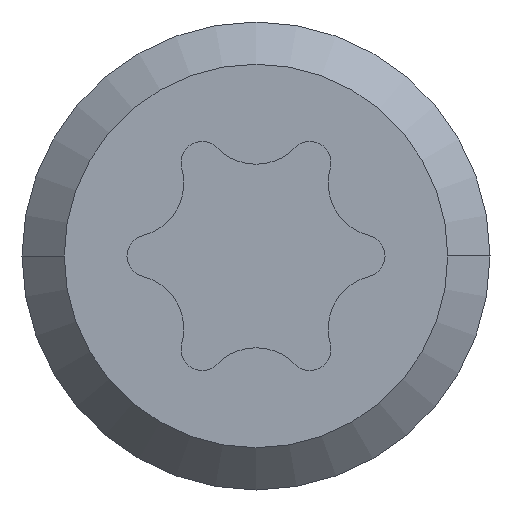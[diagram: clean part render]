
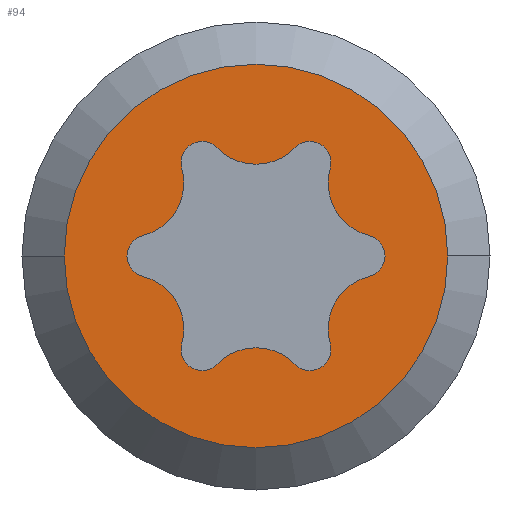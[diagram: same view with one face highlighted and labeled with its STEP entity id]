
A CAD part, left-side view. The second image highlights one B-rep face of the part: STEP entity #94.
In plain terms, the highlighted planar face has unit normal (-1, 0, 0).
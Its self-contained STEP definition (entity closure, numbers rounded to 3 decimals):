
#94=ADVANCED_FACE('',(#157,#158),#159,.T.);
#157=FACE_BOUND('',#223,.T.);
#158=FACE_OUTER_BOUND('',#224,.T.);
#159=PLANE('',#225);
#223=EDGE_LOOP('',(#445,#446,#447,#448,#449,#450,#451,#452,#453,#454,#455,#456,#457,#458,#459,#460,#461,#462));
#224=EDGE_LOOP('',(#463,#464));
#225=AXIS2_PLACEMENT_3D('',#465,#466,#467);
#445=ORIENTED_EDGE('',*,*,#516,.T.);
#446=ORIENTED_EDGE('',*,*,#545,.T.);
#447=ORIENTED_EDGE('',*,*,#542,.T.);
#448=ORIENTED_EDGE('',*,*,#493,.T.);
#449=ORIENTED_EDGE('',*,*,#540,.T.);
#450=ORIENTED_EDGE('',*,*,#536,.T.);
#451=ORIENTED_EDGE('',*,*,#499,.T.);
#452=ORIENTED_EDGE('',*,*,#501,.T.);
#453=ORIENTED_EDGE('',*,*,#535,.T.);
#454=ORIENTED_EDGE('',*,*,#532,.T.);
#455=ORIENTED_EDGE('',*,*,#529,.T.);
#456=ORIENTED_EDGE('',*,*,#526,.T.);
#457=ORIENTED_EDGE('',*,*,#522,.T.);
#458=ORIENTED_EDGE('',*,*,#506,.T.);
#459=ORIENTED_EDGE('',*,*,#508,.T.);
#460=ORIENTED_EDGE('',*,*,#521,.T.);
#461=ORIENTED_EDGE('',*,*,#517,.T.);
#462=ORIENTED_EDGE('',*,*,#513,.T.);
#463=ORIENTED_EDGE('',*,*,#486,.F.);
#464=ORIENTED_EDGE('',*,*,#549,.F.);
#465=CARTESIAN_POINT('',(0.0,1.229,0.0));
#466=DIRECTION('',(-1.0,-0.0,0.0));
#467=DIRECTION('',(0.0,-1.0,-0.0));
#486=EDGE_CURVE('',#567,#569,#570,.T.);
#493=EDGE_CURVE('',#583,#580,#584,.T.);
#499=EDGE_CURVE('',#589,#593,#595,.T.);
#501=EDGE_CURVE('',#593,#596,#599,.T.);
#506=EDGE_CURVE('',#602,#606,#608,.T.);
#508=EDGE_CURVE('',#606,#609,#612,.T.);
#513=EDGE_CURVE('',#615,#619,#621,.T.);
#516=EDGE_CURVE('',#619,#624,#626,.T.);
#517=EDGE_CURVE('',#627,#615,#628,.T.);
#521=EDGE_CURVE('',#609,#627,#633,.T.);
#522=EDGE_CURVE('',#634,#602,#635,.T.);
#526=EDGE_CURVE('',#641,#634,#642,.T.);
#529=EDGE_CURVE('',#646,#641,#647,.T.);
#532=EDGE_CURVE('',#651,#646,#652,.T.);
#535=EDGE_CURVE('',#596,#651,#655,.T.);
#536=EDGE_CURVE('',#656,#589,#657,.T.);
#540=EDGE_CURVE('',#580,#656,#662,.T.);
#542=EDGE_CURVE('',#665,#583,#666,.T.);
#545=EDGE_CURVE('',#624,#665,#669,.T.);
#549=EDGE_CURVE('',#569,#567,#673,.T.);
#567=VERTEX_POINT('',#697);
#569=VERTEX_POINT('',#700);
#570=CIRCLE('',#701,2.459);
#580=VERTEX_POINT('',#714);
#583=VERTEX_POINT('',#718);
#584=CIRCLE('',#719,0.269);
#589=VERTEX_POINT('',#725);
#593=VERTEX_POINT('',#730);
#595=CIRCLE('',#733,0.698);
#596=VERTEX_POINT('',#734);
#599=CIRCLE('',#738,0.269);
#602=VERTEX_POINT('',#741);
#606=VERTEX_POINT('',#746);
#608=CIRCLE('',#749,0.269);
#609=VERTEX_POINT('',#750);
#612=CIRCLE('',#754,0.698);
#615=VERTEX_POINT('',#757);
#619=VERTEX_POINT('',#762);
#621=CIRCLE('',#765,0.269);
#624=VERTEX_POINT('',#768);
#626=CIRCLE('',#771,0.698);
#627=VERTEX_POINT('',#772);
#628=CIRCLE('',#773,0.269);
#633=CIRCLE('',#779,0.698);
#634=VERTEX_POINT('',#780);
#635=CIRCLE('',#781,0.269);
#641=VERTEX_POINT('',#788);
#642=CIRCLE('',#789,0.698);
#646=VERTEX_POINT('',#794);
#647=CIRCLE('',#795,0.269);
#651=VERTEX_POINT('',#800);
#652=CIRCLE('',#801,0.698);
#655=CIRCLE('',#805,0.269);
#656=VERTEX_POINT('',#806);
#657=CIRCLE('',#807,0.698);
#662=CIRCLE('',#813,0.269);
#665=VERTEX_POINT('',#816);
#666=CIRCLE('',#817,0.698);
#669=CIRCLE('',#821,0.269);
#673=CIRCLE('',#825,2.459);
#697=CARTESIAN_POINT('',(0.0,2.459,0.0));
#700=CARTESIAN_POINT('',(0.0,-2.459,0.));
#701=AXIS2_PLACEMENT_3D('',#846,#847,#848);
#714=CARTESIAN_POINT('',(0.,0.693,1.469));
#718=CARTESIAN_POINT('',(0.,0.952,1.127));
#719=AXIS2_PLACEMENT_3D('',#859,#860,#861);
#725=CARTESIAN_POINT('',(0.,0.,1.177));
#730=CARTESIAN_POINT('',(0.,-0.5,1.388));
#733=AXIS2_PLACEMENT_3D('',#871,#872,#873);
#734=CARTESIAN_POINT('',(0.,-0.693,1.469));
#738=AXIS2_PLACEMENT_3D('',#875,#876,#877);
#741=CARTESIAN_POINT('',(0.,-0.693,-1.469));
#746=CARTESIAN_POINT('',(0.,-0.5,-1.388));
#749=AXIS2_PLACEMENT_3D('',#886,#887,#888);
#750=CARTESIAN_POINT('',(0.,0.,-1.177));
#754=AXIS2_PLACEMENT_3D('',#890,#891,#892);
#757=CARTESIAN_POINT('',(0.,0.693,-1.469));
#762=CARTESIAN_POINT('',(0.,0.952,-1.127));
#765=AXIS2_PLACEMENT_3D('',#901,#902,#903);
#768=CARTESIAN_POINT('',(0.,1.452,-0.261));
#771=AXIS2_PLACEMENT_3D('',#908,#909,#910);
#772=CARTESIAN_POINT('',(0.,0.5,-1.388));
#773=AXIS2_PLACEMENT_3D('',#911,#912,#913);
#779=AXIS2_PLACEMENT_3D('',#921,#922,#923);
#780=CARTESIAN_POINT('',(0.,-0.952,-1.127));
#781=AXIS2_PLACEMENT_3D('',#924,#925,#926);
#788=CARTESIAN_POINT('',(0.,-1.452,-0.261));
#789=AXIS2_PLACEMENT_3D('',#934,#935,#936);
#794=CARTESIAN_POINT('',(0.,-1.452,0.261));
#795=AXIS2_PLACEMENT_3D('',#941,#942,#943);
#800=CARTESIAN_POINT('',(0.,-0.952,1.127));
#801=AXIS2_PLACEMENT_3D('',#948,#949,#950);
#805=AXIS2_PLACEMENT_3D('',#955,#956,#957);
#806=CARTESIAN_POINT('',(0.,0.5,1.388));
#807=AXIS2_PLACEMENT_3D('',#958,#959,#960);
#813=AXIS2_PLACEMENT_3D('',#968,#969,#970);
#816=CARTESIAN_POINT('',(0.,1.452,0.261));
#817=AXIS2_PLACEMENT_3D('',#974,#975,#976);
#821=AXIS2_PLACEMENT_3D('',#981,#982,#983);
#825=AXIS2_PLACEMENT_3D('',#993,#994,#995);
#846=CARTESIAN_POINT('',(0.0,0.0,0.0));
#847=DIRECTION('',(1.0,0.0,0.0));
#848=DIRECTION('',(0.0,1.0,0.0));
#859=CARTESIAN_POINT('',(0.,0.693,1.2));
#860=DIRECTION('',(1.0,-0.0,0.0));
#861=DIRECTION('',(0.0,0.0,-1.0));
#871=CARTESIAN_POINT('',(0.,0.,1.874));
#872=DIRECTION('',(-1.0,0.0,0.0));
#873=DIRECTION('',(0.0,0.0,-1.0));
#875=CARTESIAN_POINT('',(0.,-0.693,1.2));
#876=DIRECTION('',(1.0,-0.0,0.0));
#877=DIRECTION('',(0.0,0.0,-1.0));
#886=CARTESIAN_POINT('',(0.,-0.693,-1.2));
#887=DIRECTION('',(1.0,-0.0,0.0));
#888=DIRECTION('',(0.0,0.0,-1.0));
#890=CARTESIAN_POINT('',(0.,0.,-1.874));
#891=DIRECTION('',(-1.0,0.0,0.0));
#892=DIRECTION('',(0.0,0.0,-1.0));
#901=CARTESIAN_POINT('',(0.,0.693,-1.2));
#902=DIRECTION('',(1.0,-0.0,0.0));
#903=DIRECTION('',(0.0,0.0,-1.0));
#908=CARTESIAN_POINT('',(0.,1.623,-0.937));
#909=DIRECTION('',(-1.0,0.0,0.0));
#910=DIRECTION('',(0.0,0.0,-1.0));
#911=CARTESIAN_POINT('',(0.,0.693,-1.2));
#912=DIRECTION('',(1.0,-0.0,0.0));
#913=DIRECTION('',(0.0,0.0,-1.0));
#921=CARTESIAN_POINT('',(0.,0.,-1.874));
#922=DIRECTION('',(-1.0,0.0,0.0));
#923=DIRECTION('',(0.0,0.0,-1.0));
#924=CARTESIAN_POINT('',(0.,-0.693,-1.2));
#925=DIRECTION('',(1.0,-0.0,0.0));
#926=DIRECTION('',(0.0,0.0,-1.0));
#934=CARTESIAN_POINT('',(0.,-1.623,-0.937));
#935=DIRECTION('',(-1.0,0.0,0.0));
#936=DIRECTION('',(0.0,0.0,-1.0));
#941=CARTESIAN_POINT('',(0.,-1.386,0.));
#942=DIRECTION('',(1.0,-0.0,0.0));
#943=DIRECTION('',(0.0,0.0,-1.0));
#948=CARTESIAN_POINT('',(0.,-1.623,0.937));
#949=DIRECTION('',(-1.0,0.0,0.0));
#950=DIRECTION('',(0.0,0.0,-1.0));
#955=CARTESIAN_POINT('',(0.,-0.693,1.2));
#956=DIRECTION('',(1.0,-0.0,0.0));
#957=DIRECTION('',(0.0,0.0,-1.0));
#958=CARTESIAN_POINT('',(0.,0.,1.874));
#959=DIRECTION('',(-1.0,0.0,0.0));
#960=DIRECTION('',(0.0,0.0,-1.0));
#968=CARTESIAN_POINT('',(0.,0.693,1.2));
#969=DIRECTION('',(1.0,-0.0,0.0));
#970=DIRECTION('',(0.0,0.0,-1.0));
#974=CARTESIAN_POINT('',(0.,1.623,0.937));
#975=DIRECTION('',(-1.0,0.0,0.0));
#976=DIRECTION('',(0.0,0.0,-1.0));
#981=CARTESIAN_POINT('',(0.0,1.386,0.0));
#982=DIRECTION('',(1.0,-0.0,0.0));
#983=DIRECTION('',(0.0,0.0,-1.0));
#993=CARTESIAN_POINT('',(0.0,0.0,0.0));
#994=DIRECTION('',(1.0,0.0,0.0));
#995=DIRECTION('',(0.0,1.0,0.0));
